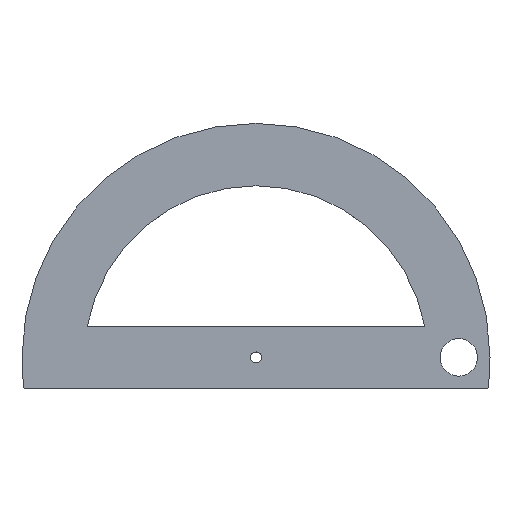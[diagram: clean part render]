
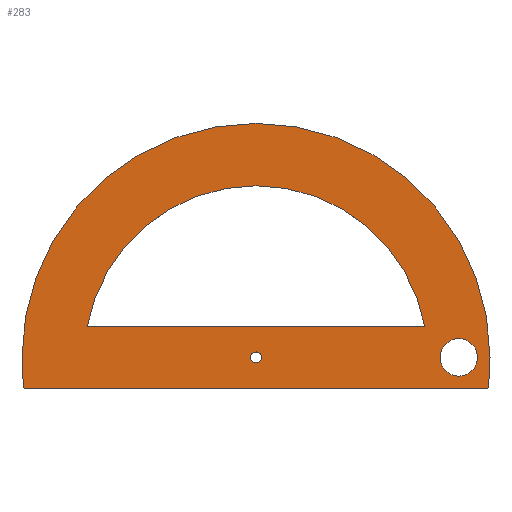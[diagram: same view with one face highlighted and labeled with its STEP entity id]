
A CAD part, top view. The second image highlights one B-rep face of the part: STEP entity #283.
In plain terms, the highlighted planar face has unit normal (0, 0, 1).
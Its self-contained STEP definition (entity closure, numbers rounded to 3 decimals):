
#8 = CIRCLE ( 'NONE', #237, 75. ) ;
#16 = DIRECTION ( 'NONE',  ( 0., 0., 1. ) ) ;
#30 = DIRECTION ( 'NONE',  ( 1., 0., 0. ) ) ;
#31 = DIRECTION ( 'NONE',  ( 0., 0., 1. ) ) ;
#47 = EDGE_CURVE ( 'NONE', #60, #361, #294, .T. ) ;
#49 = ORIENTED_EDGE ( 'NONE', *, *, #325, .F. ) ;
#51 = CARTESIAN_POINT ( 'NONE',  ( 3248.136, 1422.959, 4. ) ) ;
#53 = CIRCLE ( 'NONE', #177, 6. ) ;
#60 = VERTEX_POINT ( 'NONE', #90 ) ;
#61 = CARTESIAN_POINT ( 'NONE',  ( 3173.805, 1432.959, 4. ) ) ;
#74 = DIRECTION ( 'NONE',  ( 1., 0., 0. ) ) ;
#76 = VERTEX_POINT ( 'NONE', #51 ) ;
#77 = DIRECTION ( 'NONE',  ( 1., 0., 0. ) ) ;
#79 = CIRCLE ( 'NONE', #370, 75. ) ;
#90 = CARTESIAN_POINT ( 'NONE',  ( 3248.805, 1432.959, 4. ) ) ;
#92 = AXIS2_PLACEMENT_3D ( 'NONE', #146, #420, #30 ) ;
#93 = EDGE_CURVE ( 'NONE', #76, #60, #8, .T. ) ;
#98 = DIRECTION ( 'NONE',  ( 0., 0., 1. ) ) ;
#100 = PLANE ( 'NONE',  #143 ) ;
#115 = LINE ( 'NONE', #152, #401 ) ;
#125 = ORIENTED_EDGE ( 'NONE', *, *, #47, .T. ) ;
#127 = EDGE_CURVE ( 'NONE', #455, #299, #454, .T. ) ;
#128 = CIRCLE ( 'NONE', #300, 55. ) ;
#131 = VERTEX_POINT ( 'NONE', #226 ) ;
#135 = CIRCLE ( 'NONE', #157, 1.75 ) ;
#136 = CARTESIAN_POINT ( 'NONE',  ( 3099.475, 1422.959, 4. ) ) ;
#138 = FACE_BOUND ( 'NONE', #230, .T. ) ;
#139 = ORIENTED_EDGE ( 'NONE', *, *, #282, .F. ) ;
#143 = AXIS2_PLACEMENT_3D ( 'NONE', #203, #98, #345 ) ;
#146 = CARTESIAN_POINT ( 'NONE',  ( 3173.805, 1432.959, 4. ) ) ;
#148 = VERTEX_POINT ( 'NONE', #301 ) ;
#152 = CARTESIAN_POINT ( 'NONE',  ( 3099.475, 1422.959, 4. ) ) ;
#157 = AXIS2_PLACEMENT_3D ( 'NONE', #316, #394, #74 ) ;
#160 = ORIENTED_EDGE ( 'NONE', *, *, #127, .F. ) ;
#162 = CARTESIAN_POINT ( 'NONE',  ( 3098.805, 1432.959, 4. ) ) ;
#166 = DIRECTION ( 'NONE',  ( 1., 0., 0. ) ) ;
#175 = ORIENTED_EDGE ( 'NONE', *, *, #458, .T. ) ;
#177 = AXIS2_PLACEMENT_3D ( 'NONE', #346, #198, #166 ) ;
#183 = VECTOR ( 'NONE', #190, 1000. ) ;
#188 = DIRECTION ( 'NONE',  ( 0., 0., 1. ) ) ;
#189 = EDGE_LOOP ( 'NONE', ( #266, #125, #360, #175 ) ) ;
#190 = DIRECTION ( 'NONE',  ( 1., 0., 0. ) ) ;
#192 = EDGE_CURVE ( 'NONE', #419, #148, #291, .T. ) ;
#198 = DIRECTION ( 'NONE',  ( 0., 0., 1. ) ) ;
#203 = CARTESIAN_POINT ( 'NONE',  ( 3173.805, 1432.959, 4. ) ) ;
#207 = VERTEX_POINT ( 'NONE', #136 ) ;
#221 = EDGE_CURVE ( 'NONE', #148, #419, #53, .T. ) ;
#225 = AXIS2_PLACEMENT_3D ( 'NONE', #413, #452, #229 ) ;
#226 = CARTESIAN_POINT ( 'NONE',  ( 3172.055, 1432.959, 4. ) ) ;
#229 = DIRECTION ( 'NONE',  ( 1., 0., 0. ) ) ;
#230 = EDGE_LOOP ( 'NONE', ( #326, #49 ) ) ;
#234 = CARTESIAN_POINT ( 'NONE',  ( 3173.805, 1432.959, 4. ) ) ;
#237 = AXIS2_PLACEMENT_3D ( 'NONE', #61, #188, #449 ) ;
#239 = FACE_BOUND ( 'NONE', #373, .T. ) ;
#249 = EDGE_CURVE ( 'NONE', #361, #207, #79, .T. ) ;
#252 = ORIENTED_EDGE ( 'NONE', *, *, #192, .F. ) ;
#266 = ORIENTED_EDGE ( 'NONE', *, *, #93, .T. ) ;
#269 = CARTESIAN_POINT ( 'NONE',  ( 3119.722, 1442.959, 4. ) ) ;
#273 = CARTESIAN_POINT ( 'NONE',  ( 3175.555, 1432.959, 4. ) ) ;
#282 = EDGE_CURVE ( 'NONE', #299, #455, #128, .T. ) ;
#283 = ADVANCED_FACE ( 'NONE', ( #356, #289, #239, #138 ), #100, .T. ) ;
#289 = FACE_OUTER_BOUND ( 'NONE', #189, .T. ) ;
#291 = CIRCLE ( 'NONE', #225, 6. ) ;
#294 = CIRCLE ( 'NONE', #351, 75. ) ;
#299 = VERTEX_POINT ( 'NONE', #417 ) ;
#300 = AXIS2_PLACEMENT_3D ( 'NONE', #425, #31, #309 ) ;
#301 = CARTESIAN_POINT ( 'NONE',  ( 3232.805, 1432.959, 4. ) ) ;
#308 = DIRECTION ( 'NONE',  ( 0., 0., 1. ) ) ;
#309 = DIRECTION ( 'NONE',  ( 1., 0., 0. ) ) ;
#314 = ORIENTED_EDGE ( 'NONE', *, *, #221, .F. ) ;
#315 = CARTESIAN_POINT ( 'NONE',  ( 3119.722, 1442.959, 4. ) ) ;
#316 = CARTESIAN_POINT ( 'NONE',  ( 3173.805, 1432.959, 4. ) ) ;
#325 = EDGE_CURVE ( 'NONE', #368, #131, #343, .T. ) ;
#326 = ORIENTED_EDGE ( 'NONE', *, *, #439, .F. ) ;
#343 = CIRCLE ( 'NONE', #92, 1.75 ) ;
#345 = DIRECTION ( 'NONE',  ( 1., 0., 0. ) ) ;
#346 = CARTESIAN_POINT ( 'NONE',  ( 3238.805, 1432.959, 4. ) ) ;
#351 = AXIS2_PLACEMENT_3D ( 'NONE', #367, #16, #363 ) ;
#356 = FACE_BOUND ( 'NONE', #378, .T. ) ;
#360 = ORIENTED_EDGE ( 'NONE', *, *, #249, .T. ) ;
#361 = VERTEX_POINT ( 'NONE', #162 ) ;
#363 = DIRECTION ( 'NONE',  ( 1., 0., 0. ) ) ;
#367 = CARTESIAN_POINT ( 'NONE',  ( 3173.805, 1432.959, 4. ) ) ;
#368 = VERTEX_POINT ( 'NONE', #273 ) ;
#370 = AXIS2_PLACEMENT_3D ( 'NONE', #234, #308, #461 ) ;
#373 = EDGE_LOOP ( 'NONE', ( #160, #139 ) ) ;
#378 = EDGE_LOOP ( 'NONE', ( #314, #252 ) ) ;
#388 = CARTESIAN_POINT ( 'NONE',  ( 3244.805, 1432.959, 4. ) ) ;
#394 = DIRECTION ( 'NONE',  ( 0., 0., 1. ) ) ;
#401 = VECTOR ( 'NONE', #77, 1000. ) ;
#413 = CARTESIAN_POINT ( 'NONE',  ( 3238.805, 1432.959, 4. ) ) ;
#417 = CARTESIAN_POINT ( 'NONE',  ( 3227.889, 1442.959, 4. ) ) ;
#419 = VERTEX_POINT ( 'NONE', #388 ) ;
#420 = DIRECTION ( 'NONE',  ( 0., 0., 1. ) ) ;
#425 = CARTESIAN_POINT ( 'NONE',  ( 3173.805, 1432.959, 4. ) ) ;
#439 = EDGE_CURVE ( 'NONE', #131, #368, #135, .T. ) ;
#449 = DIRECTION ( 'NONE',  ( 1., 0., 0. ) ) ;
#452 = DIRECTION ( 'NONE',  ( 0., 0., 1. ) ) ;
#454 = LINE ( 'NONE', #269, #183 ) ;
#455 = VERTEX_POINT ( 'NONE', #315 ) ;
#458 = EDGE_CURVE ( 'NONE', #207, #76, #115, .T. ) ;
#461 = DIRECTION ( 'NONE',  ( 1., 0., 0. ) ) ;
